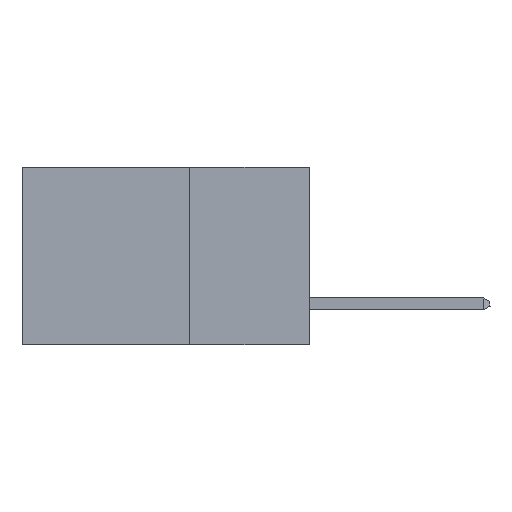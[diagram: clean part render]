
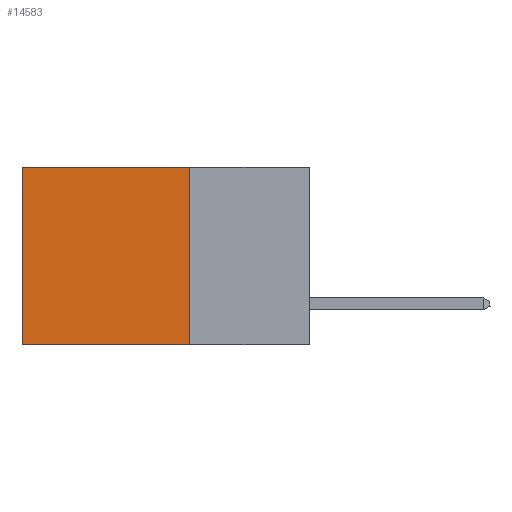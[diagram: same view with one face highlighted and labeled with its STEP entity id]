
A CAD part, left-side view. The second image highlights one B-rep face of the part: STEP entity #14583.
In plain terms, the highlighted planar face has unit normal (-1, 0, 0).
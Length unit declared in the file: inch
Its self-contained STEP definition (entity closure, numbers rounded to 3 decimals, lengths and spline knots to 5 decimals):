
#135 = DIRECTION ( 'NONE',  ( 0., 0., -1. ) ) ;
#770 = DIRECTION ( 'NONE',  ( 1., 0., 0. ) ) ;
#1168 = ORIENTED_EDGE ( 'NONE', *, *, #2446, .T. ) ;
#1361 = LINE ( 'NONE', #25272, #7816 ) ;
#1484 = VECTOR ( 'NONE', #135, 39.37008 ) ;
#2151 = LINE ( 'NONE', #19522, #1484 ) ;
#2402 = ORIENTED_EDGE ( 'NONE', *, *, #14505, .F. ) ;
#2446 = EDGE_CURVE ( 'NONE', #5668, #22455, #2151, .T. ) ;
#2459 = CARTESIAN_POINT ( 'NONE',  ( 0.2875, 0.25, -0.37 ) ) ;
#3249 = EDGE_CURVE ( 'NONE', #19749, #23482, #24483, .T. ) ;
#3656 = VECTOR ( 'NONE', #21792, 39.37008 ) ;
#5034 = EDGE_CURVE ( 'NONE', #19749, #5668, #1361, .T. ) ;
#5668 = VERTEX_POINT ( 'NONE', #19807 ) ;
#6594 = DIRECTION ( 'NONE',  ( 0., 0., -1. ) ) ;
#7816 = VECTOR ( 'NONE', #19469, 39.37008 ) ;
#8016 = CARTESIAN_POINT ( 'NONE',  ( 0.2875, 0.25, 0. ) ) ;
#9069 = AXIS2_PLACEMENT_3D ( 'NONE', #14251, #770, #6594 ) ;
#9711 = LINE ( 'NONE', #16174, #17922 ) ;
#10729 = EDGE_LOOP ( 'NONE', ( #1168, #2402, #20117, #21043 ) ) ;
#13578 = CARTESIAN_POINT ( 'NONE',  ( 0.2875, 0.25, 0. ) ) ;
#14251 = CARTESIAN_POINT ( 'NONE',  ( 0.2875, 0.25, 0. ) ) ;
#14505 = EDGE_CURVE ( 'NONE', #23482, #22455, #9711, .T. ) ;
#14583 = ADVANCED_FACE ( 'NONE', ( #19458 ), #24251, .F. ) ;
#16174 = CARTESIAN_POINT ( 'NONE',  ( 0.2875, 0.25, -0.37 ) ) ;
#17222 = CARTESIAN_POINT ( 'NONE',  ( 0.2875, 0.6, -0.37 ) ) ;
#17922 = VECTOR ( 'NONE', #20200, 39.37008 ) ;
#19458 = FACE_OUTER_BOUND ( 'NONE', #10729, .T. ) ;
#19469 = DIRECTION ( 'NONE',  ( 0., 1., 0. ) ) ;
#19522 = CARTESIAN_POINT ( 'NONE',  ( 0.2875, 0.6, 0. ) ) ;
#19749 = VERTEX_POINT ( 'NONE', #13578 ) ;
#19807 = CARTESIAN_POINT ( 'NONE',  ( 0.2875, 0.6, 0. ) ) ;
#20117 = ORIENTED_EDGE ( 'NONE', *, *, #3249, .F. ) ;
#20200 = DIRECTION ( 'NONE',  ( 0., 1., 0. ) ) ;
#21043 = ORIENTED_EDGE ( 'NONE', *, *, #5034, .T. ) ;
#21792 = DIRECTION ( 'NONE',  ( 0., 0., -1. ) ) ;
#22455 = VERTEX_POINT ( 'NONE', #17222 ) ;
#23482 = VERTEX_POINT ( 'NONE', #2459 ) ;
#24251 = PLANE ( 'NONE',  #9069 ) ;
#24483 = LINE ( 'NONE', #8016, #3656 ) ;
#25272 = CARTESIAN_POINT ( 'NONE',  ( 0.2875, 0.25, 0. ) ) ;
